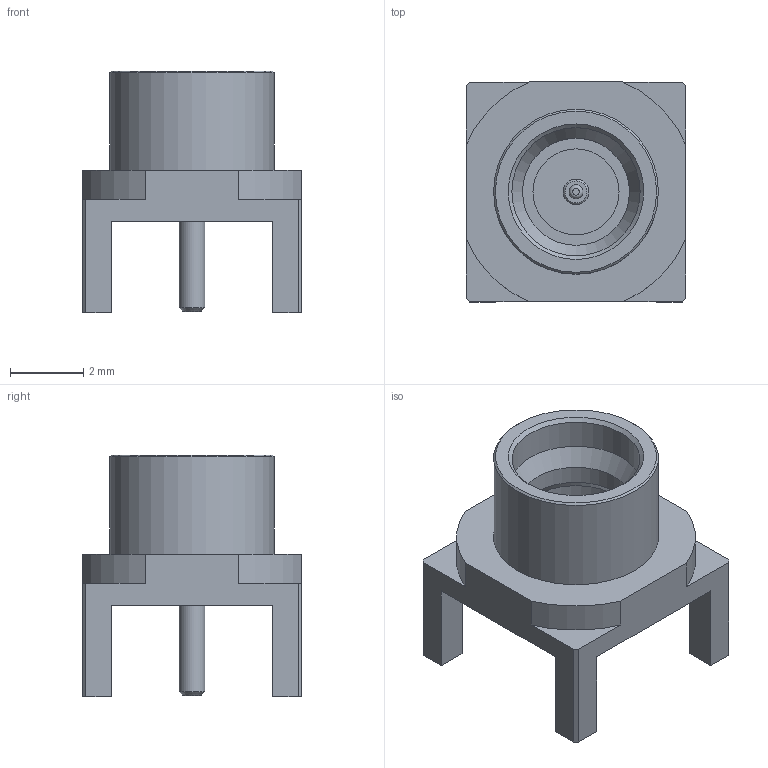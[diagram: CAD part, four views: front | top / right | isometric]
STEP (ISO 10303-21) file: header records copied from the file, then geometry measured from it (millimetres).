
FILE_DESCRIPTION(/* description */ ('Unknown'),/* implementation_level */ '2;1');
FILE_NAME(/* name */ '60124002122502',/* time_stamp */ '2020-02-05T16:14:06+01:00',/* author */ ('Unknown'),/* organization */ ('Unknown'),/* preprocessor_version */ 'ST-DEVELOPER v16.7',/* originating_system */ 'DEX',/* authorisation */ $);
FILE_SCHEMA (('AUTOMOTIVE_DESIGN {1 0 10303 214 3 1 1}'));
Length unit declared in the file: millimetre
Products named in the file (1): 60124002122502
Bounding box: 6 x 6 x 6.6 mm (x, y, z)
Volume: 73.7 mm3; surface area: 206.1 mm2
Topology: 1 solids, 1 shells, 53 faces, 128 edges, 84 vertices
Faces by surface type: plane 33, cylinder 12, cone 7, torus 1
Full cylindrical faces by diameter (mm): 0.38 x1, 0.7 x2, 2.35 x1, 2.923 x1, 3.154 x1, 3.5 x1, 4.5 x1
Entity records: 1811 total; most frequent: DIRECTION 246, CARTESIAN_POINT 240, ORIENTED_EDGE 214, EDGE_CURVE 107, AXIS2_PLACEMENT_3D 85, VERTEX_POINT 79, LINE 76, VECTOR 76
